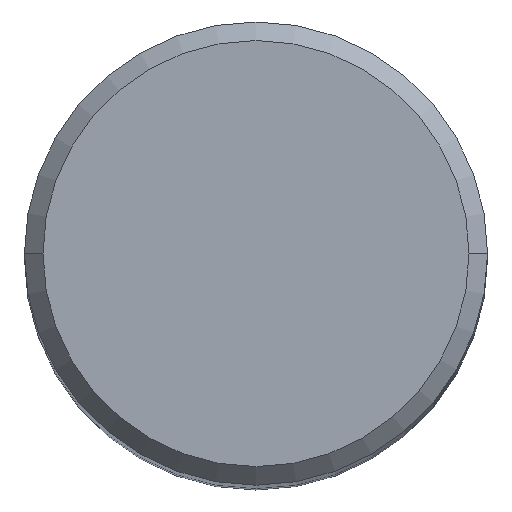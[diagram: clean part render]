
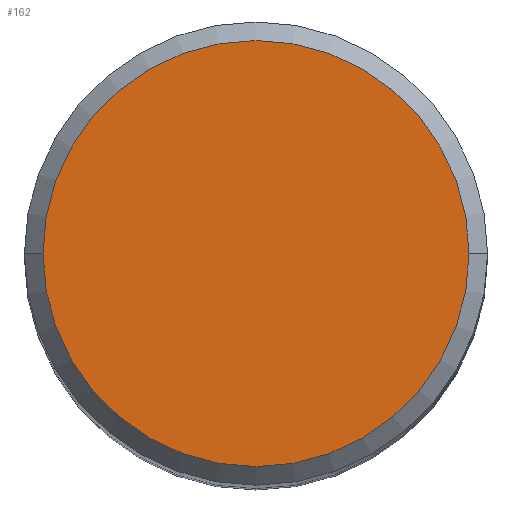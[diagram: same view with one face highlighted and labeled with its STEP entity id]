
A CAD part, top view. The second image highlights one B-rep face of the part: STEP entity #162.
In plain terms, the highlighted planar face has unit normal (0, 0, 1).
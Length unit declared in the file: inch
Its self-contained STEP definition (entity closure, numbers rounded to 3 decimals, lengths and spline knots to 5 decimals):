
#5 = DIRECTION ( 'NONE',  ( -1., 0., 0. ) ) ;
#17 = DIRECTION ( 'NONE',  ( 0., 0., 1. ) ) ;
#50 = DIRECTION ( 'NONE',  ( 1., 0., 0. ) ) ;
#51 = VERTEX_POINT ( 'NONE', #211 ) ;
#73 = FACE_OUTER_BOUND ( 'NONE', #277, .T. ) ;
#81 = CARTESIAN_POINT ( 'NONE',  ( 0., 0., 0. ) ) ;
#83 = DIRECTION ( 'NONE',  ( 0., 0., 1. ) ) ;
#144 = AXIS2_PLACEMENT_3D ( 'NONE', #294, #17, #262 ) ;
#153 = CIRCLE ( 'NONE', #317, 0.23 ) ;
#162 = ADVANCED_FACE ( 'NONE', ( #73 ), #229, .F. ) ;
#172 = ORIENTED_EDGE ( 'NONE', *, *, #354, .T. ) ;
#209 = CARTESIAN_POINT ( 'NONE',  ( -0.23, 0., 0. ) ) ;
#211 = CARTESIAN_POINT ( 'NONE',  ( 0.23, 0., 0. ) ) ;
#229 = PLANE ( 'NONE',  #374 ) ;
#242 = CIRCLE ( 'NONE', #144, 0.23 ) ;
#244 = VERTEX_POINT ( 'NONE', #209 ) ;
#262 = DIRECTION ( 'NONE',  ( 1., 0., 0. ) ) ;
#268 = ORIENTED_EDGE ( 'NONE', *, *, #313, .T. ) ;
#277 = EDGE_LOOP ( 'NONE', ( #268, #172 ) ) ;
#283 = DIRECTION ( 'NONE',  ( 0., 0., -1. ) ) ;
#291 = CARTESIAN_POINT ( 'NONE',  ( 0., 0.23, 0. ) ) ;
#294 = CARTESIAN_POINT ( 'NONE',  ( 0., 0., 0. ) ) ;
#313 = EDGE_CURVE ( 'NONE', #244, #51, #153, .T. ) ;
#317 = AXIS2_PLACEMENT_3D ( 'NONE', #81, #83, #50 ) ;
#354 = EDGE_CURVE ( 'NONE', #51, #244, #242, .T. ) ;
#374 = AXIS2_PLACEMENT_3D ( 'NONE', #291, #283, #5 ) ;
